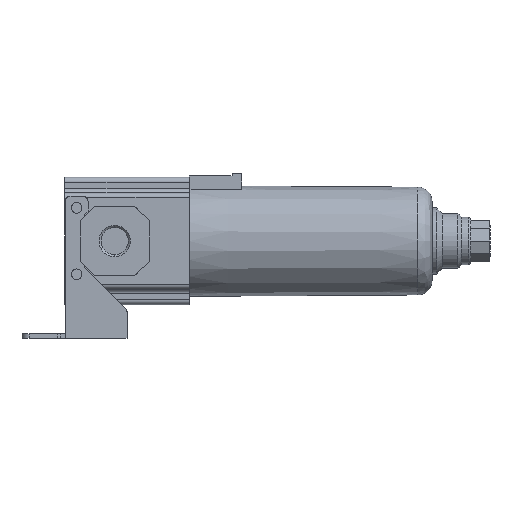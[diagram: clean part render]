
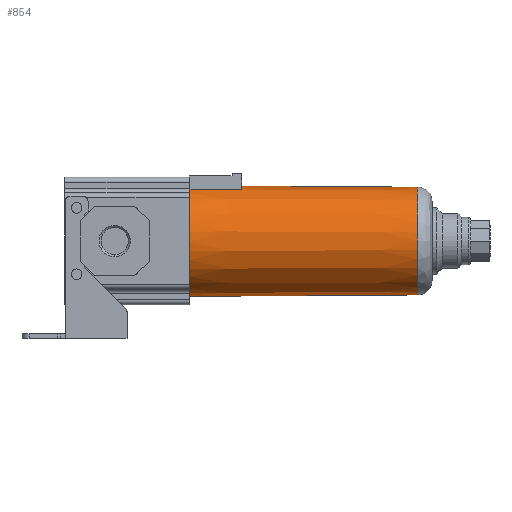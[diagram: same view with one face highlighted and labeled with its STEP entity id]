
A CAD part, left-side view. The second image highlights one B-rep face of the part: STEP entity #854.
In plain terms, the highlighted conical face has half-angle 0.343 degrees and reference radius 23.261 mm.
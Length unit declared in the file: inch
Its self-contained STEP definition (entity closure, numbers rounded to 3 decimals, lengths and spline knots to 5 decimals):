
#37 = DIRECTION ( 'NONE',  ( 0., 0., 1. ) ) ;
#222 = VERTEX_POINT ( 'NONE', #925 ) ;
#236 = CIRCLE ( 'NONE', #2239, 0.91059 ) ;
#463 = CARTESIAN_POINT ( 'NONE',  ( 0., -1.24016, 0.9158 ) ) ;
#483 = CARTESIAN_POINT ( 'NONE',  ( -0.31496, -1.53018, 0.85809 ) ) ;
#579 = DIRECTION ( 'NONE',  ( 0., -1., 0. ) ) ;
#757 = EDGE_CURVE ( 'NONE', #2237, #5238, #236, .T. ) ;
#800 = CARTESIAN_POINT ( 'NONE',  ( 0., -1.24016, -0.9158 ) ) ;
#854 = ADVANCED_FACE ( 'NONE', ( #4612 ), #2692, .T. ) ;
#894 = DIRECTION ( 'NONE',  ( 0., -1., 0. ) ) ;
#925 = CARTESIAN_POINT ( 'NONE',  ( 0., -1.24016, -0.9158 ) ) ;
#951 = ORIENTED_EDGE ( 'NONE', *, *, #2875, .T. ) ;
#1053 = CARTESIAN_POINT ( 'NONE',  ( 0., -1.24016, 0. ) ) ;
#1185 = EDGE_CURVE ( 'NONE', #1351, #222, #4219, .T. ) ;
#1351 = VERTEX_POINT ( 'NONE', #3177 ) ;
#1519 = DIRECTION ( 'NONE',  ( 0., 0., 1. ) ) ;
#1668 = DIRECTION ( 'NONE',  ( 0., 1., -0.006 ) ) ;
#1868 = DIRECTION ( 'NONE',  ( 0., 0., 1. ) ) ;
#2088 = CARTESIAN_POINT ( 'NONE',  ( 0., -5.02504, -0.89314 ) ) ;
#2237 = VERTEX_POINT ( 'NONE', #4975 ) ;
#2239 = AXIS2_PLACEMENT_3D ( 'NONE', #4821, #579, #1868 ) ;
#2424 = AXIS2_PLACEMENT_3D ( 'NONE', #1053, #4373, #1519 ) ;
#2430 = CARTESIAN_POINT ( 'NONE',  ( -0.31496, -2.11024, 0.85439 ) ) ;
#2633 = CARTESIAN_POINT ( 'NONE',  ( -0.31496, -1.24016, 0.85994 ) ) ;
#2692 = CONICAL_SURFACE ( 'NONE', #2424, 0.9158, 0.006 ) ;
#2711 = EDGE_CURVE ( 'NONE', #4123, #2764, #3780, .T. ) ;
#2764 = VERTEX_POINT ( 'NONE', #4475 ) ;
#2875 = EDGE_CURVE ( 'NONE', #2764, #2237, #5225, .T. ) ;
#2891 = EDGE_CURVE ( 'NONE', #5238, #1351, #4483, .T. ) ;
#3177 = CARTESIAN_POINT ( 'NONE',  ( -0.31496, -1.24016, 0.85994 ) ) ;
#3281 = VECTOR ( 'NONE', #4669, 39.37008 ) ;
#3654 = DIRECTION ( 'NONE',  ( 0., 0., 1. ) ) ;
#3693 = CARTESIAN_POINT ( 'NONE',  ( 0., -5.02504, 0. ) ) ;
#3780 = CIRCLE ( 'NONE', #4920, 0.89314 ) ;
#3782 = ORIENTED_EDGE ( 'NONE', *, *, #2711, .T. ) ;
#3871 = CARTESIAN_POINT ( 'NONE',  ( -0.31496, -2.11024, 0.85439 ) ) ;
#3891 = CARTESIAN_POINT ( 'NONE',  ( -0.31496, -1.82021, 0.85624 ) ) ;
#3939 = LINE ( 'NONE', #800, #4796 ) ;
#4123 = VERTEX_POINT ( 'NONE', #2088 ) ;
#4125 = DIRECTION ( 'NONE',  ( 0., 1., 0. ) ) ;
#4161 = EDGE_LOOP ( 'NONE', ( #4319, #3782, #951, #4253, #5260, #4650 ) ) ;
#4219 = CIRCLE ( 'NONE', #4295, 0.9158 ) ;
#4253 = ORIENTED_EDGE ( 'NONE', *, *, #757, .T. ) ;
#4295 = AXIS2_PLACEMENT_3D ( 'NONE', #5108, #894, #37 ) ;
#4319 = ORIENTED_EDGE ( 'NONE', *, *, #4829, .F. ) ;
#4373 = DIRECTION ( 'NONE',  ( 0., 1., 0. ) ) ;
#4475 = CARTESIAN_POINT ( 'NONE',  ( 0., -5.02504, 0.89314 ) ) ;
#4483 = B_SPLINE_CURVE_WITH_KNOTS ( 'NONE', 3,
 ( #3871, #3891, #483, #2633 ),
 .UNSPECIFIED., .F., .F.,
 ( 4, 4 ),
 ( 0., 0.0221 ),
 .UNSPECIFIED. ) ;
#4612 = FACE_OUTER_BOUND ( 'NONE', #4161, .T. ) ;
#4650 = ORIENTED_EDGE ( 'NONE', *, *, #1185, .T. ) ;
#4669 = DIRECTION ( 'NONE',  ( 0., 1., 0.006 ) ) ;
#4796 = VECTOR ( 'NONE', #1668, 39.37008 ) ;
#4821 = CARTESIAN_POINT ( 'NONE',  ( 0., -2.11024, 0. ) ) ;
#4829 = EDGE_CURVE ( 'NONE', #4123, #222, #3939, .T. ) ;
#4920 = AXIS2_PLACEMENT_3D ( 'NONE', #3693, #4125, #3654 ) ;
#4975 = CARTESIAN_POINT ( 'NONE',  ( 0., -2.11024, 0.91059 ) ) ;
#5108 = CARTESIAN_POINT ( 'NONE',  ( 0., -1.24016, 0. ) ) ;
#5225 = LINE ( 'NONE', #463, #3281 ) ;
#5238 = VERTEX_POINT ( 'NONE', #2430 ) ;
#5260 = ORIENTED_EDGE ( 'NONE', *, *, #2891, .T. ) ;
